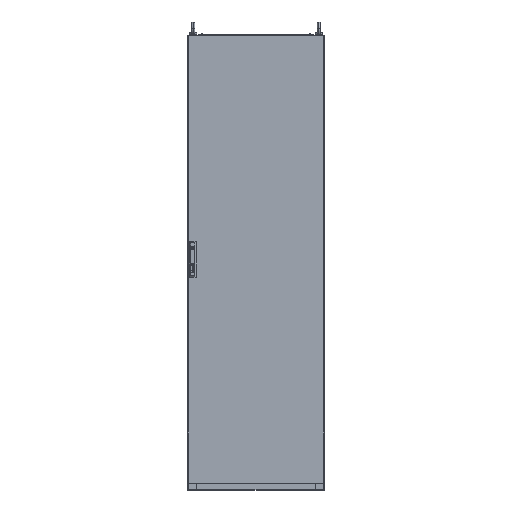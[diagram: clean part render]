
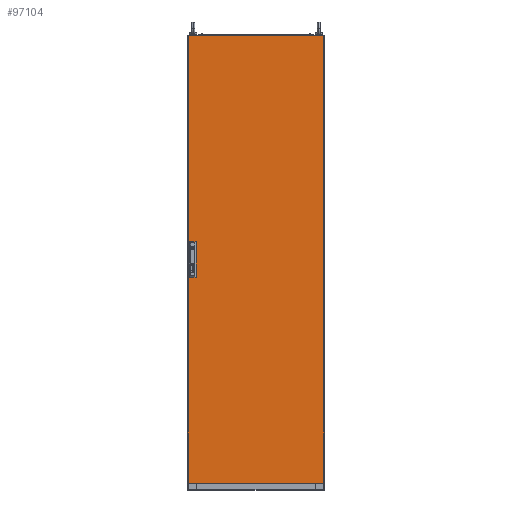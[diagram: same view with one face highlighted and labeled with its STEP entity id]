
A CAD part, top view. The second image highlights one B-rep face of the part: STEP entity #97104.
In plain terms, the highlighted planar face has unit normal (0, 0, 1).
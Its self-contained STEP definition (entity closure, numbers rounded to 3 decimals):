
#6924 = DIRECTION ( 'NONE',  ( 0., 1., 0. ) ) ;
#10520 = EDGE_CURVE ( 'NONE', #172958, #43486, #165361, .T. ) ;
#13932 = EDGE_CURVE ( 'NONE', #107184, #109091, #131485, .T. ) ;
#14616 = CARTESIAN_POINT ( 'NONE',  ( -265.7, -11.5, 0. ) ) ;
#16691 = VECTOR ( 'NONE', #176289, 1000. ) ;
#20842 = CARTESIAN_POINT ( 'NONE',  ( -265.7, -61.5, 0. ) ) ;
#21115 = EDGE_CURVE ( 'NONE', #69961, #167000, #135012, .T. ) ;
#21643 = EDGE_LOOP ( 'NONE', ( #121219, #148070, #91156, #143339 ) ) ;
#24105 = CARTESIAN_POINT ( 'NONE',  ( -265.7, -11.5, 0. ) ) ;
#24239 = ORIENTED_EDGE ( 'NONE', *, *, #111239, .T. ) ;
#24378 = VECTOR ( 'NONE', #139385, 1000. ) ;
#24926 = AXIS2_PLACEMENT_3D ( 'NONE', #132623, #174519, #36309 ) ;
#26319 = EDGE_CURVE ( 'NONE', #167000, #172958, #71659, .T. ) ;
#30889 = VECTOR ( 'NONE', #47038, 1000. ) ;
#34363 = ORIENTED_EDGE ( 'NONE', *, *, #136935, .F. ) ;
#35934 = VECTOR ( 'NONE', #6924, 1000. ) ;
#36309 = DIRECTION ( 'NONE',  ( 1., 0., 0. ) ) ;
#36557 = CARTESIAN_POINT ( 'NONE',  ( -297., 997., 0. ) ) ;
#38278 = ORIENTED_EDGE ( 'NONE', *, *, #101375, .T. ) ;
#40842 = CARTESIAN_POINT ( 'NONE',  ( -265.7, -61.5, 0. ) ) ;
#43486 = VERTEX_POINT ( 'NONE', #24105 ) ;
#47038 = DIRECTION ( 'NONE',  ( 1., 0., 0. ) ) ;
#47567 = CARTESIAN_POINT ( 'NONE',  ( -297., -970., 0. ) ) ;
#50630 = CARTESIAN_POINT ( 'NONE',  ( 297., 997., 0. ) ) ;
#52698 = ORIENTED_EDGE ( 'NONE', *, *, #103694, .F. ) ;
#56259 = CARTESIAN_POINT ( 'NONE',  ( -290.7, 88.5, 0. ) ) ;
#56768 = VERTEX_POINT ( 'NONE', #133123 ) ;
#56879 = EDGE_LOOP ( 'NONE', ( #34363, #52698, #67961, #172644 ) ) ;
#61946 = EDGE_CURVE ( 'NONE', #109091, #178982, #161113, .T. ) ;
#62915 = ORIENTED_EDGE ( 'NONE', *, *, #61946, .T. ) ;
#63394 = CARTESIAN_POINT ( 'NONE',  ( -290.7, -61.5, 0. ) ) ;
#63844 = DIRECTION ( 'NONE',  ( -1., 0., 0. ) ) ;
#64192 = DIRECTION ( 'NONE',  ( 0., -1., 0. ) ) ;
#64536 = VECTOR ( 'NONE', #119712, 1000. ) ;
#66819 = CARTESIAN_POINT ( 'NONE',  ( -265.7, 38.5, 0. ) ) ;
#67961 = ORIENTED_EDGE ( 'NONE', *, *, #177564, .F. ) ;
#68938 = CARTESIAN_POINT ( 'NONE',  ( -265.7, 38.5, 0. ) ) ;
#69961 = VERTEX_POINT ( 'NONE', #179782 ) ;
#71659 = LINE ( 'NONE', #155322, #30889 ) ;
#74360 = VECTOR ( 'NONE', #98232, 1000. ) ;
#74573 = PLANE ( 'NONE',  #24926 ) ;
#75779 = VERTEX_POINT ( 'NONE', #105163 ) ;
#76889 = LINE ( 'NONE', #162329, #177242 ) ;
#77176 = CARTESIAN_POINT ( 'NONE',  ( -265.7, 38.5, 0. ) ) ;
#79584 = EDGE_LOOP ( 'NONE', ( #38278, #24239, #119930, #62915 ) ) ;
#83972 = LINE ( 'NONE', #141166, #24378 ) ;
#84852 = VECTOR ( 'NONE', #64192, 1000. ) ;
#87587 = LINE ( 'NONE', #47567, #161371 ) ;
#89220 = CARTESIAN_POINT ( 'NONE',  ( 297., -970., 0. ) ) ;
#89414 = CARTESIAN_POINT ( 'NONE',  ( -297., 997., 0. ) ) ;
#90606 = CARTESIAN_POINT ( 'NONE',  ( 297., 997., 0. ) ) ;
#91156 = ORIENTED_EDGE ( 'NONE', *, *, #10520, .F. ) ;
#94973 = LINE ( 'NONE', #66819, #138249 ) ;
#97104 = ADVANCED_FACE ( 'NONE', ( #173637, #105291, #160882 ), #74573, .T. ) ;
#98232 = DIRECTION ( 'NONE',  ( -1., 0., 0. ) ) ;
#101375 = EDGE_CURVE ( 'NONE', #178982, #56768, #148876, .T. ) ;
#103694 = EDGE_CURVE ( 'NONE', #133461, #108791, #83972, .T. ) ;
#104828 = EDGE_CURVE ( 'NONE', #43486, #69961, #111822, .T. ) ;
#105163 = CARTESIAN_POINT ( 'NONE',  ( -290.7, 38.5, 0. ) ) ;
#105291 = FACE_BOUND ( 'NONE', #21643, .T. ) ;
#107184 = VERTEX_POINT ( 'NONE', #89220 ) ;
#108791 = VERTEX_POINT ( 'NONE', #56259 ) ;
#109091 = VERTEX_POINT ( 'NONE', #50630 ) ;
#111239 = EDGE_CURVE ( 'NONE', #56768, #107184, #87587, .T. ) ;
#111537 = LINE ( 'NONE', #68938, #123579 ) ;
#111822 = LINE ( 'NONE', #14616, #74360 ) ;
#114352 = VERTEX_POINT ( 'NONE', #77176 ) ;
#119712 = DIRECTION ( 'NONE',  ( 0., -1., 0. ) ) ;
#119930 = ORIENTED_EDGE ( 'NONE', *, *, #13932, .T. ) ;
#121219 = ORIENTED_EDGE ( 'NONE', *, *, #21115, .F. ) ;
#122227 = DIRECTION ( 'NONE',  ( 1., 0., 0. ) ) ;
#123579 = VECTOR ( 'NONE', #163536, 1000. ) ;
#131485 = LINE ( 'NONE', #90606, #35934 ) ;
#132236 = DIRECTION ( 'NONE',  ( 0., -1., 0. ) ) ;
#132623 = CARTESIAN_POINT ( 'NONE',  ( 0., 0., 0. ) ) ;
#133123 = CARTESIAN_POINT ( 'NONE',  ( -297., -970., 0. ) ) ;
#133211 = CARTESIAN_POINT ( 'NONE',  ( -290.7, -61.5, 0. ) ) ;
#133461 = VERTEX_POINT ( 'NONE', #140555 ) ;
#135012 = LINE ( 'NONE', #133211, #84852 ) ;
#136935 = EDGE_CURVE ( 'NONE', #108791, #75779, #76889, .T. ) ;
#138249 = VECTOR ( 'NONE', #122227, 1000. ) ;
#139385 = DIRECTION ( 'NONE',  ( -1., 0., 0. ) ) ;
#140555 = CARTESIAN_POINT ( 'NONE',  ( -265.7, 88.5, 0. ) ) ;
#141166 = CARTESIAN_POINT ( 'NONE',  ( -265.7, 88.5, 0. ) ) ;
#143064 = DIRECTION ( 'NONE',  ( 1., 0., 0. ) ) ;
#143339 = ORIENTED_EDGE ( 'NONE', *, *, #26319, .F. ) ;
#148070 = ORIENTED_EDGE ( 'NONE', *, *, #104828, .F. ) ;
#148876 = LINE ( 'NONE', #149780, #64536 ) ;
#149780 = CARTESIAN_POINT ( 'NONE',  ( -297., 997., 0. ) ) ;
#155322 = CARTESIAN_POINT ( 'NONE',  ( -265.7, -61.5, 0. ) ) ;
#160882 = FACE_OUTER_BOUND ( 'NONE', #79584, .T. ) ;
#161113 = LINE ( 'NONE', #36557, #168223 ) ;
#161371 = VECTOR ( 'NONE', #143064, 1000. ) ;
#162329 = CARTESIAN_POINT ( 'NONE',  ( -290.7, 38.5, 0. ) ) ;
#163536 = DIRECTION ( 'NONE',  ( 0., 1., 0. ) ) ;
#165361 = LINE ( 'NONE', #40842, #16691 ) ;
#167000 = VERTEX_POINT ( 'NONE', #63394 ) ;
#168223 = VECTOR ( 'NONE', #63844, 1000. ) ;
#172644 = ORIENTED_EDGE ( 'NONE', *, *, #177721, .F. ) ;
#172958 = VERTEX_POINT ( 'NONE', #20842 ) ;
#173637 = FACE_BOUND ( 'NONE', #56879, .T. ) ;
#174519 = DIRECTION ( 'NONE',  ( 0., 0., 1. ) ) ;
#176289 = DIRECTION ( 'NONE',  ( 0., 1., 0. ) ) ;
#177242 = VECTOR ( 'NONE', #132236, 1000. ) ;
#177564 = EDGE_CURVE ( 'NONE', #114352, #133461, #111537, .T. ) ;
#177721 = EDGE_CURVE ( 'NONE', #75779, #114352, #94973, .T. ) ;
#178982 = VERTEX_POINT ( 'NONE', #89414 ) ;
#179782 = CARTESIAN_POINT ( 'NONE',  ( -290.7, -11.5, 0. ) ) ;
